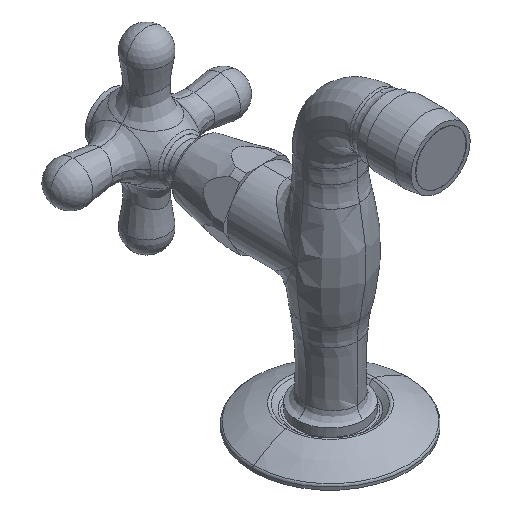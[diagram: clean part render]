
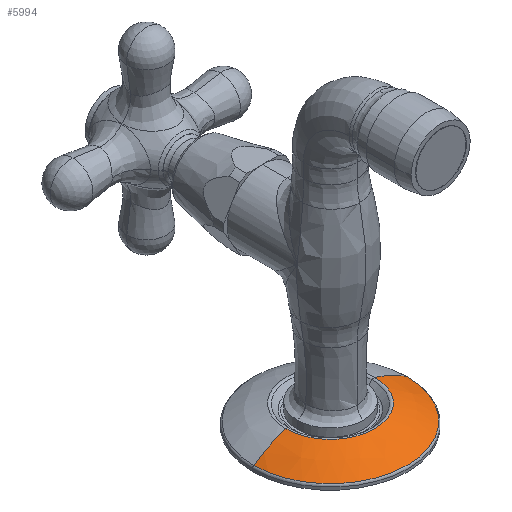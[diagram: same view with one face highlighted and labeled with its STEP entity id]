
A CAD part, isometric view. The second image highlights one B-rep face of the part: STEP entity #5994.
In plain terms, the highlighted free-form (B-spline) face has degree [3, 3] with [7, 4] control points.
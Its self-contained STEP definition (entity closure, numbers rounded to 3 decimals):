
#947=CARTESIAN_POINT('',(0.,0.,-51.163));
#948=DIRECTION('',(0.,0.,1.));
#949=DIRECTION('',(-1.,0.,0.));
#950=AXIS2_PLACEMENT_3D('',#947,#948,#949);
#952=CARTESIAN_POINT('',(5.343,0.,-89.554));
#953=DIRECTION('',(0.,-1.,0.));
#954=DIRECTION('',(0.581,0.,0.814));
#955=AXIS2_PLACEMENT_3D('',#952,#953,#954);
#957=CARTESIAN_POINT('',(0.,0.,-56.997));
#958=DIRECTION('',(0.,0.,1.));
#959=DIRECTION('',(-1.,0.,0.));
#960=AXIS2_PLACEMENT_3D('',#957,#958,#959);
#962=CARTESIAN_POINT('',(-5.343,0.,-89.554));
#963=DIRECTION('',(0.,1.,0.));
#964=DIRECTION('',(-0.581,0.,0.814));
#965=AXIS2_PLACEMENT_3D('',#962,#963,#964);
#3334=CARTESIAN_POINT('',(-28.581,0.,-56.997));
#3335=CARTESIAN_POINT('',(28.581,0.,-56.997));
#3336=VERTEX_POINT('',#3334);
#3337=VERTEX_POINT('',#3335);
#3354=CARTESIAN_POINT('',(16.572,0.,-51.163));
#3355=CARTESIAN_POINT('',(-16.572,0.,-51.163));
#3356=VERTEX_POINT('',#3354);
#3357=VERTEX_POINT('',#3355);
#5958=CARTESIAN_POINT('',(16.282,1.024,-51.088));
#5959=CARTESIAN_POINT('',(20.768,1.307,-52.37));
#5960=CARTESIAN_POINT('',(24.964,1.571,-54.413));
#5961=CARTESIAN_POINT('',(28.742,1.808,-57.153));
#5962=CARTESIAN_POINT('',(16.913,-8.996,
-51.088));
#5963=CARTESIAN_POINT('',(21.572,-11.474,
-52.37));
#5964=CARTESIAN_POINT('',(25.93,-13.792,
-54.413));
#5965=CARTESIAN_POINT('',(29.855,-15.879,
-57.153));
#5966=CARTESIAN_POINT('',(10.04,-16.315,
-51.088));
#5967=CARTESIAN_POINT('',(12.806,-20.809,
-52.37));
#5968=CARTESIAN_POINT('',(15.393,-25.013,
-54.413));
#5969=CARTESIAN_POINT('',(17.723,-28.799,
-57.153));
#5970=CARTESIAN_POINT('',(0.,-16.315,-51.088));
#5971=CARTESIAN_POINT('',(0.,-20.809,
-52.37));
#5972=CARTESIAN_POINT('',(0.,-25.013,-54.413));
#5973=CARTESIAN_POINT('',(0.,-28.799,
-57.153));
#5974=CARTESIAN_POINT('',(-10.04,-16.315,
-51.088));
#5975=CARTESIAN_POINT('',(-12.806,-20.809,
-52.37));
#5976=CARTESIAN_POINT('',(-15.393,-25.013,
-54.413));
#5977=CARTESIAN_POINT('',(-17.723,-28.799,
-57.153));
#5978=CARTESIAN_POINT('',(-16.913,-8.996,
-51.088));
#5979=CARTESIAN_POINT('',(-21.572,-11.474,
-52.37));
#5980=CARTESIAN_POINT('',(-25.93,-13.792,
-54.413));
#5981=CARTESIAN_POINT('',(-29.855,-15.879,
-57.153));
#5982=CARTESIAN_POINT('',(-16.282,1.024,
-51.088));
#5983=CARTESIAN_POINT('',(-20.768,1.307,
-52.37));
#5984=CARTESIAN_POINT('',(-24.964,1.571,
-54.413));
#5985=CARTESIAN_POINT('',(-28.742,1.808,
-57.153));
#5986=(BOUNDED_SURFACE()B_SPLINE_SURFACE(3,3,((#5958,#5959,#5960,#5961),(#5962,
#5963,#5964,#5965),(#5966,#5967,#5968,#5969),(#5970,#5971,#5972,#5973),(#5974,
#5975,#5976,#5977),(#5978,#5979,#5980,#5981),(#5982,#5983,#5984,#5985)),
.UNSPECIFIED.,.F.,.F.,.F.)B_SPLINE_SURFACE_WITH_KNOTS((4,3,4),(4,4),(0.,1.,
2.),(0.,1.),.UNSPECIFIED.)GEOMETRIC_REPRESENTATION_ITEM()RATIONAL_B_SPLINE_SURFACE(((1.196,1.184,1.184,1.196),(
0.945,0.935,0.935,0.945),(
0.945,0.935,0.935,0.945),(
1.196,1.184,1.184,1.196),(
0.945,0.935,0.935,0.945),(
0.945,0.935,0.935,0.945),(
1.196,1.184,1.184,1.196)))REPRESENTATION_ITEM('')SURFACE());
#5987=ORIENTED_EDGE('',*,*,#5858,.T.);
#5988=ORIENTED_EDGE('',*,*,#5946,.F.);
#5990=ORIENTED_EDGE('',*,*,#5989,.F.);
#5991=ORIENTED_EDGE('',*,*,#5942,.T.);
#5992=EDGE_LOOP('',(#5987,#5988,#5990,#5991));
#5993=FACE_OUTER_BOUND('',#5992,.F.);
#5994=ADVANCED_FACE('',(#5993),#5986,.T.);
#951=CIRCLE('',#950,16.572);
#956=CIRCLE('',#955,40.);
#961=CIRCLE('',#960,28.581);
#966=CIRCLE('',#965,40.);
#5858=EDGE_CURVE('',#3357,#3356,#951,.T.);
#5942=EDGE_CURVE('',#3336,#3357,#966,.T.);
#5946=EDGE_CURVE('',#3337,#3356,#956,.T.);
#5989=EDGE_CURVE('',#3336,#3337,#961,.T.);
